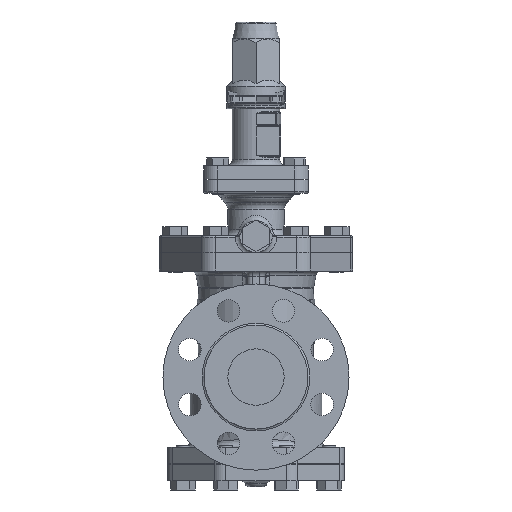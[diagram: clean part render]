
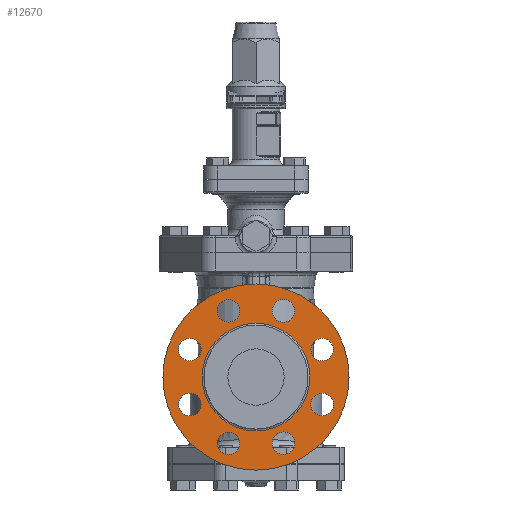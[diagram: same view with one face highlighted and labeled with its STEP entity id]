
A CAD part, left-side view. The second image highlights one B-rep face of the part: STEP entity #12670.
In plain terms, the highlighted planar face has unit normal (-1, 0, 0).
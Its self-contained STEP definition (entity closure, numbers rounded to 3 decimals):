
#857=FACE_BOUND('',#2101,.T.);
#858=FACE_BOUND('',#2102,.T.);
#859=FACE_BOUND('',#2103,.T.);
#860=FACE_BOUND('',#2104,.T.);
#861=FACE_BOUND('',#2105,.T.);
#862=FACE_BOUND('',#2106,.T.);
#863=FACE_BOUND('',#2107,.T.);
#864=FACE_BOUND('',#2108,.T.);
#865=FACE_BOUND('',#2109,.T.);
#1233=FACE_OUTER_BOUND('',#2100,.T.);
#2100=EDGE_LOOP('',(#9072));
#2101=EDGE_LOOP('',(#9073));
#2102=EDGE_LOOP('',(#9074));
#2103=EDGE_LOOP('',(#9075));
#2104=EDGE_LOOP('',(#9076));
#2105=EDGE_LOOP('',(#9077));
#2106=EDGE_LOOP('',(#9078));
#2107=EDGE_LOOP('',(#9079));
#2108=EDGE_LOOP('',(#9080));
#2109=EDGE_LOOP('',(#9081));
#3093=CIRCLE('',#13552,10.);
#3095=CIRCLE('',#13555,10.);
#3097=CIRCLE('',#13558,10.);
#3099=CIRCLE('',#13561,10.);
#3101=CIRCLE('',#13564,10.);
#3103=CIRCLE('',#13567,10.);
#3105=CIRCLE('',#13570,10.);
#3107=CIRCLE('',#13573,10.);
#3108=CIRCLE('',#13575,82.5);
#3111=CIRCLE('',#13580,47.65);
#5641=VERTEX_POINT('',#21326);
#5643=VERTEX_POINT('',#21331);
#5645=VERTEX_POINT('',#21336);
#5647=VERTEX_POINT('',#21341);
#5649=VERTEX_POINT('',#21346);
#5651=VERTEX_POINT('',#21351);
#5653=VERTEX_POINT('',#21356);
#5655=VERTEX_POINT('',#21361);
#5656=VERTEX_POINT('',#21364);
#5659=VERTEX_POINT('',#21372);
#6967=EDGE_CURVE('',#5641,#5641,#3093,.T.);
#6969=EDGE_CURVE('',#5643,#5643,#3095,.T.);
#6971=EDGE_CURVE('',#5645,#5645,#3097,.T.);
#6973=EDGE_CURVE('',#5647,#5647,#3099,.T.);
#6975=EDGE_CURVE('',#5649,#5649,#3101,.T.);
#6977=EDGE_CURVE('',#5651,#5651,#3103,.T.);
#6979=EDGE_CURVE('',#5653,#5653,#3105,.T.);
#6981=EDGE_CURVE('',#5655,#5655,#3107,.T.);
#6982=EDGE_CURVE('',#5656,#5656,#3108,.T.);
#6985=EDGE_CURVE('',#5659,#5659,#3111,.T.);
#9072=ORIENTED_EDGE('',*,*,#6982,.T.);
#9073=ORIENTED_EDGE('',*,*,#6967,.T.);
#9074=ORIENTED_EDGE('',*,*,#6969,.T.);
#9075=ORIENTED_EDGE('',*,*,#6971,.T.);
#9076=ORIENTED_EDGE('',*,*,#6973,.T.);
#9077=ORIENTED_EDGE('',*,*,#6975,.T.);
#9078=ORIENTED_EDGE('',*,*,#6977,.T.);
#9079=ORIENTED_EDGE('',*,*,#6979,.T.);
#9080=ORIENTED_EDGE('',*,*,#6981,.T.);
#9081=ORIENTED_EDGE('',*,*,#6985,.F.);
#12233=PLANE('',#13579);
#12670=ADVANCED_FACE('',(#1233,#857,#858,#859,#860,#861,#862,#863,#864,
#865),#12233,.F.);
#13552=AXIS2_PLACEMENT_3D('',#21327,#15298,#15299);
#13555=AXIS2_PLACEMENT_3D('',#21332,#15304,#15305);
#13558=AXIS2_PLACEMENT_3D('',#21337,#15310,#15311);
#13561=AXIS2_PLACEMENT_3D('',#21342,#15316,#15317);
#13564=AXIS2_PLACEMENT_3D('',#21347,#15322,#15323);
#13567=AXIS2_PLACEMENT_3D('',#21352,#15328,#15329);
#13570=AXIS2_PLACEMENT_3D('',#21357,#15334,#15335);
#13573=AXIS2_PLACEMENT_3D('',#21362,#15340,#15341);
#13575=AXIS2_PLACEMENT_3D('',#21365,#15344,#15345);
#13579=AXIS2_PLACEMENT_3D('',#21371,#15352,#15353);
#13580=AXIS2_PLACEMENT_3D('',#21373,#15354,#15355);
#15298=DIRECTION('center_axis',(1.,0.,0.));
#15299=DIRECTION('ref_axis',(0.,0.,-1.));
#15304=DIRECTION('center_axis',(1.,0.,0.));
#15305=DIRECTION('ref_axis',(0.,-0.707,-0.707));
#15310=DIRECTION('center_axis',(1.,0.,0.));
#15311=DIRECTION('ref_axis',(0.,-1.,0.));
#15316=DIRECTION('center_axis',(1.,0.,0.));
#15317=DIRECTION('ref_axis',(0.,-0.707,0.707));
#15322=DIRECTION('center_axis',(1.,0.,0.));
#15323=DIRECTION('ref_axis',(0.,0.,
1.));
#15328=DIRECTION('center_axis',(1.,0.,0.));
#15329=DIRECTION('ref_axis',(0.,0.707,0.707));
#15334=DIRECTION('center_axis',(1.,0.,0.));
#15335=DIRECTION('ref_axis',(0.,1.,0.));
#15340=DIRECTION('center_axis',(1.,0.,0.));
#15341=DIRECTION('ref_axis',(0.,0.707,-0.707));
#15344=DIRECTION('center_axis',(-1.,0.,0.));
#15345=DIRECTION('ref_axis',(0.,0.,1.));
#15352=DIRECTION('center_axis',(1.,0.,0.));
#15353=DIRECTION('ref_axis',(0.,0.,-1.));
#15354=DIRECTION('center_axis',(-1.,0.,0.));
#15355=DIRECTION('ref_axis',(0.,0.,
-1.));
#21326=CARTESIAN_POINT('',(-128.9,24.3,125.666));
#21327=CARTESIAN_POINT('Origin',(-128.9,24.3,135.666));
#21331=CARTESIAN_POINT('',(-128.9,51.595,94.229));
#21332=CARTESIAN_POINT('Origin',(-128.9,58.666,101.3));
#21336=CARTESIAN_POINT('',(-128.9,48.666,52.7));
#21337=CARTESIAN_POINT('Origin',(-128.9,58.666,52.7));
#21341=CARTESIAN_POINT('',(-128.9,17.229,25.405));
#21342=CARTESIAN_POINT('Origin',(-128.9,24.3,18.334));
#21346=CARTESIAN_POINT('',(-128.9,-24.3,28.334));
#21347=CARTESIAN_POINT('Origin',(-128.9,-24.3,18.334));
#21351=CARTESIAN_POINT('',(-128.9,-51.595,59.771));
#21352=CARTESIAN_POINT('Origin',(-128.9,-58.666,52.7));
#21356=CARTESIAN_POINT('',(-128.9,-48.666,101.3));
#21357=CARTESIAN_POINT('Origin',(-128.9,-58.666,101.3));
#21361=CARTESIAN_POINT('',(-128.9,-17.229,128.595));
#21362=CARTESIAN_POINT('Origin',(-128.9,-24.3,135.666));
#21364=CARTESIAN_POINT('',(-128.9,0.,159.5));
#21365=CARTESIAN_POINT('Origin',(-128.9,0.,77.));
#21371=CARTESIAN_POINT('Origin',(-128.9,0.,159.5));
#21372=CARTESIAN_POINT('',(-128.9,0.,124.65));
#21373=CARTESIAN_POINT('Origin',(-128.9,0.,77.));
